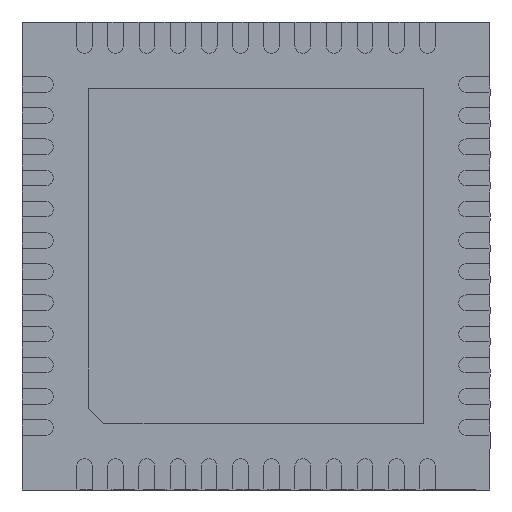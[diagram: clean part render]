
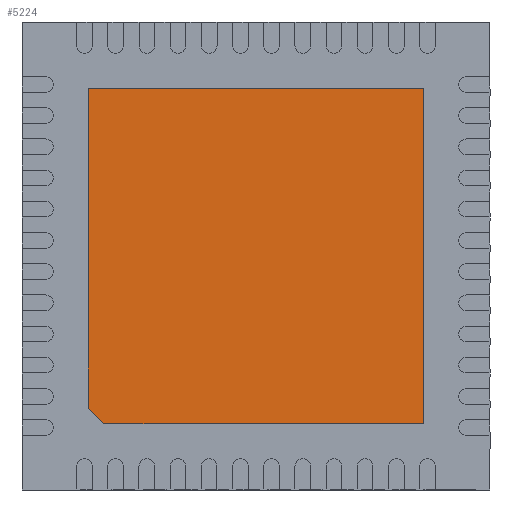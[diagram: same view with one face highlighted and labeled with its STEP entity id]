
A CAD part, front view. The second image highlights one B-rep face of the part: STEP entity #5224.
In plain terms, the highlighted planar face has unit normal (0, -1, 0).
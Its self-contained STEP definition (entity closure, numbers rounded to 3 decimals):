
#308 = EDGE_CURVE ( 'NONE', #979, #1290, #5928, .T. ) ;
#478 = CARTESIAN_POINT ( 'NONE',  ( -1.95, 0., -2.15 ) ) ;
#501 = LINE ( 'NONE', #10123, #9033 ) ;
#979 = VERTEX_POINT ( 'NONE', #8632 ) ;
#1183 = VERTEX_POINT ( 'NONE', #3289 ) ;
#1290 = VERTEX_POINT ( 'NONE', #10809 ) ;
#1495 = CARTESIAN_POINT ( 'NONE',  ( 2.15, 0., -2.15 ) ) ;
#2260 = ORIENTED_EDGE ( 'NONE', *, *, #5980, .T. ) ;
#2781 = ORIENTED_EDGE ( 'NONE', *, *, #9445, .T. ) ;
#3284 = VECTOR ( 'NONE', #12758, 1000. ) ;
#3289 = CARTESIAN_POINT ( 'NONE',  ( -2.15, 0., -1.95 ) ) ;
#3391 = VECTOR ( 'NONE', #14681, 1000. ) ;
#4455 = DIRECTION ( 'NONE',  ( 0.707, 0., -0.707 ) ) ;
#5224 = ADVANCED_FACE ( 'NONE', ( #14955 ), #6016, .T. ) ;
#5541 = DIRECTION ( 'NONE',  ( 0., -1., 0. ) ) ;
#5928 = LINE ( 'NONE', #9568, #3391 ) ;
#5980 = EDGE_CURVE ( 'NONE', #7485, #1183, #501, .T. ) ;
#6016 = PLANE ( 'NONE',  #12596 ) ;
#6071 = EDGE_CURVE ( 'NONE', #1183, #7687, #15631, .T. ) ;
#6583 = LINE ( 'NONE', #1495, #3284 ) ;
#6690 = DIRECTION ( 'NONE',  ( -1., 0., 0. ) ) ;
#7485 = VERTEX_POINT ( 'NONE', #14511 ) ;
#7687 = VERTEX_POINT ( 'NONE', #478 ) ;
#8063 = CARTESIAN_POINT ( 'NONE',  ( 0., 0., 0. ) ) ;
#8632 = CARTESIAN_POINT ( 'NONE',  ( 2.15, 0., -2.15 ) ) ;
#9033 = VECTOR ( 'NONE', #11282, 1000. ) ;
#9445 = EDGE_CURVE ( 'NONE', #1290, #7485, #11966, .T. ) ;
#9568 = CARTESIAN_POINT ( 'NONE',  ( 2.15, 0., -2.15 ) ) ;
#9785 = EDGE_CURVE ( 'NONE', #7687, #979, #6583, .T. ) ;
#10123 = CARTESIAN_POINT ( 'NONE',  ( -2.15, 0., -2.15 ) ) ;
#10809 = CARTESIAN_POINT ( 'NONE',  ( 2.15, 0., 2.15 ) ) ;
#10869 = ORIENTED_EDGE ( 'NONE', *, *, #308, .T. ) ;
#11282 = DIRECTION ( 'NONE',  ( 0., 0., -1. ) ) ;
#11914 = EDGE_LOOP ( 'NONE', ( #2260, #15941, #12418, #10869, #2781 ) ) ;
#11966 = LINE ( 'NONE', #15440, #14925 ) ;
#12150 = VECTOR ( 'NONE', #4455, 1000. ) ;
#12418 = ORIENTED_EDGE ( 'NONE', *, *, #9785, .T. ) ;
#12596 = AXIS2_PLACEMENT_3D ( 'NONE', #8063, #5541, #14302 ) ;
#12758 = DIRECTION ( 'NONE',  ( 1., 0., 0. ) ) ;
#14097 = CARTESIAN_POINT ( 'NONE',  ( -2.05, 0., -2.05 ) ) ;
#14302 = DIRECTION ( 'NONE',  ( 0., 0., -1. ) ) ;
#14511 = CARTESIAN_POINT ( 'NONE',  ( -2.15, 0., 2.15 ) ) ;
#14681 = DIRECTION ( 'NONE',  ( 0., 0., 1. ) ) ;
#14925 = VECTOR ( 'NONE', #6690, 1000. ) ;
#14955 = FACE_OUTER_BOUND ( 'NONE', #11914, .T. ) ;
#15440 = CARTESIAN_POINT ( 'NONE',  ( 2.15, 0., 2.15 ) ) ;
#15631 = LINE ( 'NONE', #14097, #12150 ) ;
#15941 = ORIENTED_EDGE ( 'NONE', *, *, #6071, .T. ) ;
